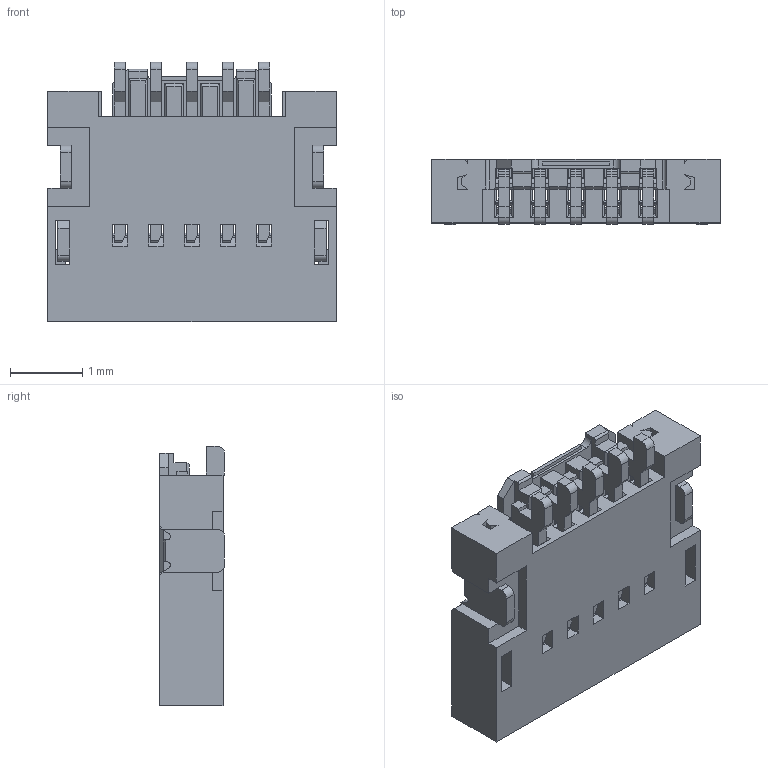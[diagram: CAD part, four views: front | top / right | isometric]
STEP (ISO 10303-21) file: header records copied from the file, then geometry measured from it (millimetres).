
FILE_DESCRIPTION((''),'2;1');
FILE_NAME('59453-052110ECHLF','2023-07-06T15:33:17',('WatanaSe'),('AFCI'),'CREO PARAMETRIC BY PTC INC, 2021184','CREO PARAMETRIC BY PTC INC, 2021184','');
FILE_SCHEMA(('AUTOMOTIVE_DESIGN { 1 0 10303 214 1 1 1 1 }'));
Length unit declared in the file: millimetre
Products named in the file (1): 59453-052110ECHLF
Bounding box: 4 x 0.9 x 3.6 mm (x, y, z)
Volume: 7.5 mm3; surface area: 89.7 mm2
Topology: 1 solids, 1 shells, 647 faces, 1948 edges, 1239 vertices
Faces by surface type: plane 563, cylinder 84
Entity records: 21899 total; most frequent: CARTESIAN_POINT 3913, ORIENTED_EDGE 3896, DIRECTION 3411, EDGE_CURVE 1948, VECTOR 1766, LINE 1766, VERTEX_POINT 1239, AXIS2_PLACEMENT_3D 821
